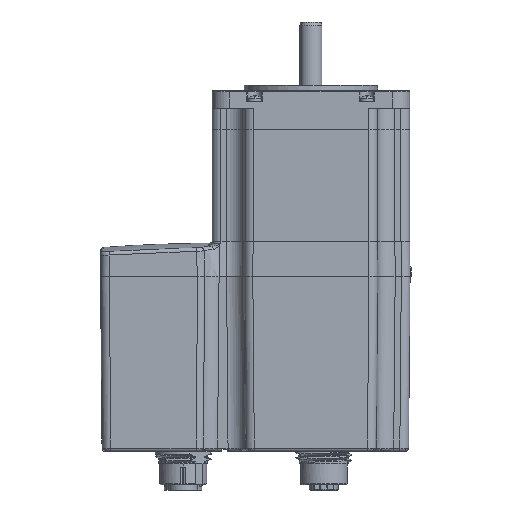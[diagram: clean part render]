
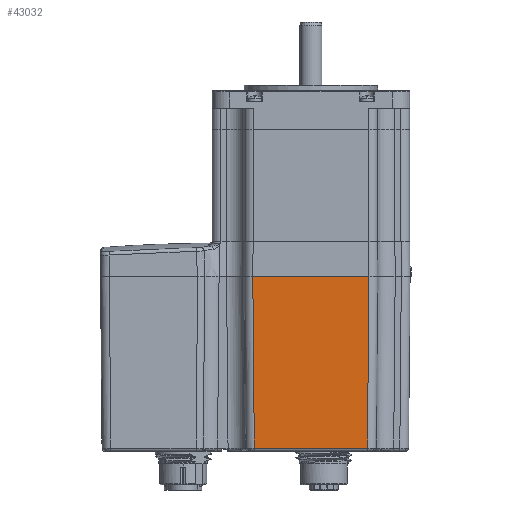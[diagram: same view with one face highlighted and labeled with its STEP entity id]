
A CAD part, front view. The second image highlights one B-rep face of the part: STEP entity #43032.
In plain terms, the highlighted face is planar.
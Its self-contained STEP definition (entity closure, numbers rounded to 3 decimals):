
#2128 = DIRECTION ( 'NONE',  ( 0., -1., 0.009 ) ) ;
#4114 = CARTESIAN_POINT ( 'NONE',  ( -19.087, -28.337, -5.5 ) ) ;
#4186 = VECTOR ( 'NONE', #34673, 1000. ) ;
#4478 = LINE ( 'NONE', #28730, #4186 ) ;
#7103 = ORIENTED_EDGE ( 'NONE', *, *, #62810, .T. ) ;
#13715 = EDGE_CURVE ( 'NONE', #62346, #65652, #25675, .T. ) ;
#14078 = CARTESIAN_POINT ( 'NONE',  ( -16.588, -28.337, -5.522 ) ) ;
#22411 = VERTEX_POINT ( 'NONE', #23804 ) ;
#23804 = CARTESIAN_POINT ( 'NONE',  ( 16.16, -27.91, 43.509 ) ) ;
#25675 = LINE ( 'NONE', #4114, #25739 ) ;
#25739 = VECTOR ( 'NONE', #39610, 1000. ) ;
#27272 = DIRECTION ( 'NONE',  ( -0.009, 0.009, 1. ) ) ;
#28730 = CARTESIAN_POINT ( 'NONE',  ( -19.087, -27.91, 43.509 ) ) ;
#29709 = EDGE_CURVE ( 'NONE', #22411, #44799, #4478, .T. ) ;
#30840 = VECTOR ( 'NONE', #37712, 1000. ) ;
#31434 = LINE ( 'NONE', #14078, #30840 ) ;
#31664 = PLANE ( 'NONE',  #59345 ) ;
#33717 = ORIENTED_EDGE ( 'NONE', *, *, #13715, .T. ) ;
#34673 = DIRECTION ( 'NONE',  ( -1., 0., 0. ) ) ;
#37712 = DIRECTION ( 'NONE',  ( -0.009, -0.009, -1. ) ) ;
#39039 = CARTESIAN_POINT ( 'NONE',  ( -16.16, -27.91, 43.509 ) ) ;
#39610 = DIRECTION ( 'NONE',  ( 1., 0., 0. ) ) ;
#43032 = ADVANCED_FACE ( 'NONE', ( #51532 ), #31664, .T. ) ;
#43516 = DIRECTION ( 'NONE',  ( 0., -0.009, -1. ) ) ;
#44799 = VERTEX_POINT ( 'NONE', #39039 ) ;
#48152 = CARTESIAN_POINT ( 'NONE',  ( 16.587, -28.337, -5.5 ) ) ;
#51532 = FACE_OUTER_BOUND ( 'NONE', #69633, .T. ) ;
#56740 = CARTESIAN_POINT ( 'NONE',  ( -16.587, -28.337, -5.5 ) ) ;
#59265 = VECTOR ( 'NONE', #27272, 1000. ) ;
#59345 = AXIS2_PLACEMENT_3D ( 'NONE', #73104, #2128, #43516 ) ;
#59681 = LINE ( 'NONE', #74604, #59265 ) ;
#60390 = ORIENTED_EDGE ( 'NONE', *, *, #75888, .T. ) ;
#62346 = VERTEX_POINT ( 'NONE', #56740 ) ;
#62810 = EDGE_CURVE ( 'NONE', #44799, #62346, #31434, .T. ) ;
#65652 = VERTEX_POINT ( 'NONE', #48152 ) ;
#69633 = EDGE_LOOP ( 'NONE', ( #60390, #74561, #7103, #33717 ) ) ;
#73104 = CARTESIAN_POINT ( 'NONE',  ( -19.087, -28.337, -5.5 ) ) ;
#74561 = ORIENTED_EDGE ( 'NONE', *, *, #29709, .T. ) ;
#74604 = CARTESIAN_POINT ( 'NONE',  ( 16.585, -28.335, -5.189 ) ) ;
#75888 = EDGE_CURVE ( 'NONE', #65652, #22411, #59681, .T. ) ;
